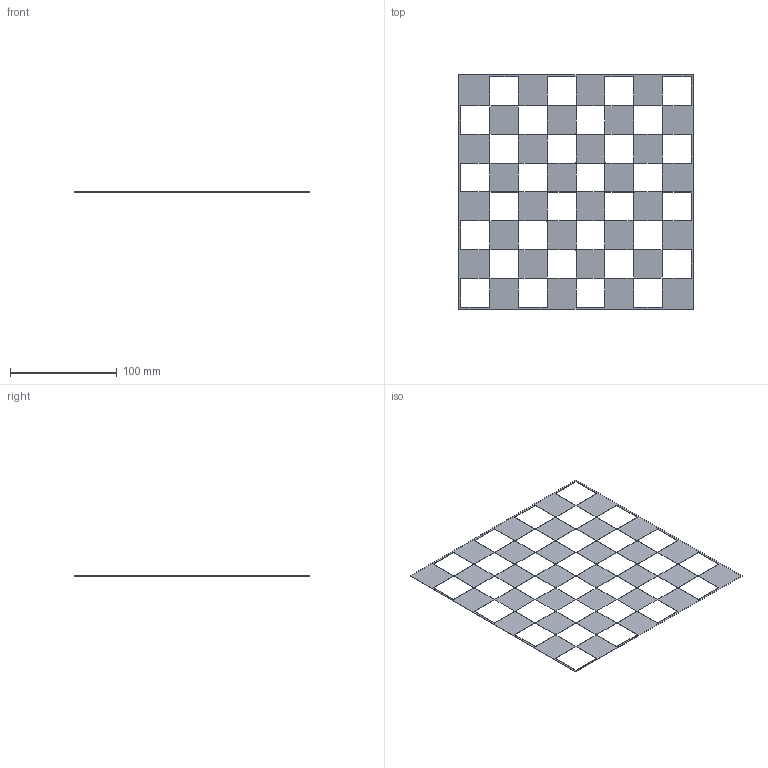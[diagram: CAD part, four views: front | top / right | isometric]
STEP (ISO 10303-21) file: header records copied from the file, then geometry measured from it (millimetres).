
FILE_DESCRIPTION(/* description */ (''),/* implementation_level */ '2;1');
FILE_NAME(/* name */ 'Chess Board v2.step',/* time_stamp */ '2021-02-28T13:44:52+01:00',/* author */ (''),/* organization */ (''),/* preprocessor_version */ 'ST-DEVELOPER v18.1',/* originating_system */ 'Autodesk Translation Framework v9.7.1.1290',/* authorisation */ '');
FILE_SCHEMA (('AUTOMOTIVE_DESIGN { 1 0 10303 214 3 1 1 }'));
Length unit declared in the file: millimetre
Products named in the file (1): Chess Board
Bounding box: 220 x 220 x 0.2 mm (x, y, z)
Volume: 5017.5 mm3; surface area: 51045.4 mm2
Topology: 13 solids, 13 shells, 238 faces, 636 edges, 424 vertices
Faces by surface type: plane 158, cylinder 80
Full cylindrical faces by diameter (mm): 0.8 x6
Entity records: 7521 total; most frequent: CARTESIAN_POINT 1299, DIRECTION 1274, ORIENTED_EDGE 1272, EDGE_CURVE 636, LINE 476, VECTOR 476, VERTEX_POINT 424, AXIS2_PLACEMENT_3D 399
